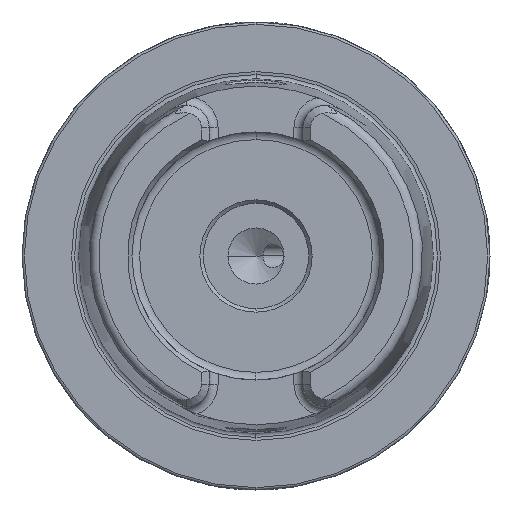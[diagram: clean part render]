
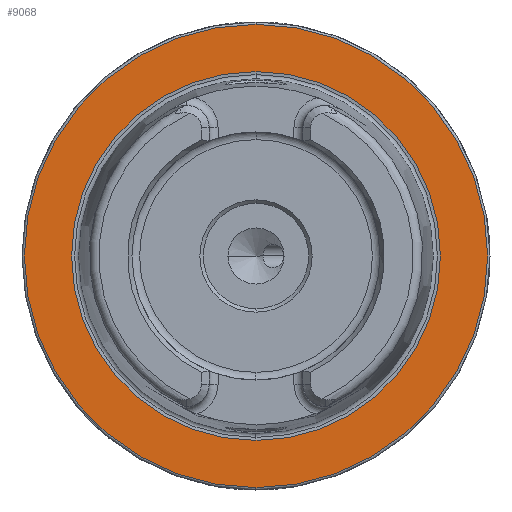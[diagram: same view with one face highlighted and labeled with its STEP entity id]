
A CAD part, left-side view. The second image highlights one B-rep face of the part: STEP entity #9068.
In plain terms, the highlighted planar face has unit normal (-1, 0, 0).
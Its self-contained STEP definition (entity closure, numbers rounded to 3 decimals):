
#275 = ORIENTED_EDGE ( 'NONE', *, *, #12443, .T. ) ;
#467 = ORIENTED_EDGE ( 'NONE', *, *, #10695, .F. ) ;
#487 = VERTEX_POINT ( 'NONE', #13647 ) ;
#1556 = CARTESIAN_POINT ( 'NONE',  ( 0., 0., 0. ) ) ;
#2056 = CARTESIAN_POINT ( 'NONE',  ( 0., 0., 0. ) ) ;
#2176 = AXIS2_PLACEMENT_3D ( 'NONE', #9425, #9493, #10830 ) ;
#2270 = CARTESIAN_POINT ( 'NONE',  ( 0., 0., 0. ) ) ;
#2871 = CIRCLE ( 'NONE', #3639, 49.5 ) ;
#3011 = DIRECTION ( 'NONE',  ( 0., 0., 1. ) ) ;
#3075 = DIRECTION ( 'NONE',  ( -1., 0., 0. ) ) ;
#3596 = DIRECTION ( 'NONE',  ( 0., 0., 1. ) ) ;
#3639 = AXIS2_PLACEMENT_3D ( 'NONE', #16518, #5446, #12181 ) ;
#3908 = VERTEX_POINT ( 'NONE', #16262 ) ;
#5446 = DIRECTION ( 'NONE',  ( -1., 0., 0. ) ) ;
#5637 = FACE_BOUND ( 'NONE', #13548, .T. ) ;
#5840 = AXIS2_PLACEMENT_3D ( 'NONE', #1556, #3075, #3011 ) ;
#7518 = DIRECTION ( 'NONE',  ( 0., 0., 1. ) ) ;
#7764 = ORIENTED_EDGE ( 'NONE', *, *, #15495, .T. ) ;
#8386 = ORIENTED_EDGE ( 'NONE', *, *, #11531, .F. ) ;
#9035 = EDGE_LOOP ( 'NONE', ( #7764, #275 ) ) ;
#9068 = ADVANCED_FACE ( 'NONE', ( #5637, #14113 ), #16363, .F. ) ;
#9342 = CARTESIAN_POINT ( 'NONE',  ( 0., 0., -49.5 ) ) ;
#9425 = CARTESIAN_POINT ( 'NONE',  ( 0., 49.5, 0. ) ) ;
#9493 = DIRECTION ( 'NONE',  ( 1., 0., 0. ) ) ;
#10207 = CIRCLE ( 'NONE', #13737, 39.405 ) ;
#10695 = EDGE_CURVE ( 'NONE', #487, #3908, #15255, .T. ) ;
#10830 = DIRECTION ( 'NONE',  ( 0., 0., -1. ) ) ;
#11531 = EDGE_CURVE ( 'NONE', #3908, #487, #10207, .T. ) ;
#11816 = CARTESIAN_POINT ( 'NONE',  ( 0., 0., 49.5 ) ) ;
#12181 = DIRECTION ( 'NONE',  ( 0., 0., 1. ) ) ;
#12443 = EDGE_CURVE ( 'NONE', #15480, #13666, #12769, .T. ) ;
#12769 = CIRCLE ( 'NONE', #5840, 49.5 ) ;
#13211 = DIRECTION ( 'NONE',  ( -1., 0., 0. ) ) ;
#13548 = EDGE_LOOP ( 'NONE', ( #467, #8386 ) ) ;
#13647 = CARTESIAN_POINT ( 'NONE',  ( 0., 0., 39.405 ) ) ;
#13666 = VERTEX_POINT ( 'NONE', #11816 ) ;
#13737 = AXIS2_PLACEMENT_3D ( 'NONE', #2056, #13211, #7518 ) ;
#14113 = FACE_OUTER_BOUND ( 'NONE', #9035, .T. ) ;
#15255 = CIRCLE ( 'NONE', #16417, 39.405 ) ;
#15480 = VERTEX_POINT ( 'NONE', #9342 ) ;
#15495 = EDGE_CURVE ( 'NONE', #13666, #15480, #2871, .T. ) ;
#16262 = CARTESIAN_POINT ( 'NONE',  ( 0., 0., -39.405 ) ) ;
#16351 = DIRECTION ( 'NONE',  ( -1., 0., 0. ) ) ;
#16363 = PLANE ( 'NONE',  #2176 ) ;
#16417 = AXIS2_PLACEMENT_3D ( 'NONE', #2270, #16351, #3596 ) ;
#16518 = CARTESIAN_POINT ( 'NONE',  ( 0., 0., 0. ) ) ;
